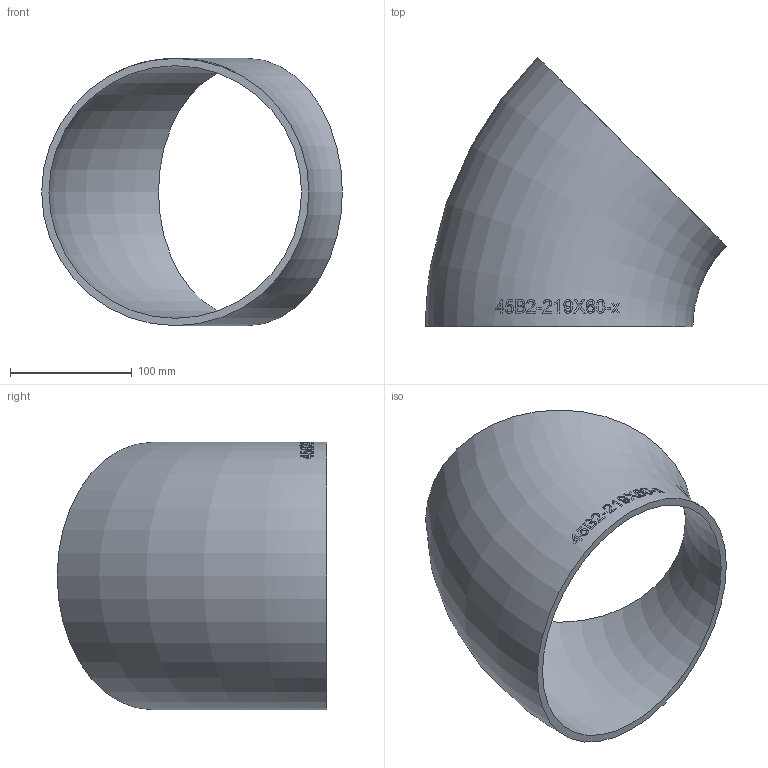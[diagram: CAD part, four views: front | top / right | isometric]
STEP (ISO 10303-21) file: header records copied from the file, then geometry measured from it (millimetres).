
FILE_DESCRIPTION (( 'STEP AP214' ), '1' );
FILE_NAME ('45B2-219X60-x Bogen 2005.STEP', '2020-05-06T10:00:10', ( '' ), ( '' ), 'SwSTEP 2.0', 'SolidWorks 2019', '' );
FILE_SCHEMA (( 'AUTOMOTIVE_DESIGN' ));
Length unit declared in the file: millimetre
Products named in the file (1): 45B2-219X60-x Bogen 2005
Bounding box: 246.47 x 221.01 x 219.1 mm (x, y, z)
Volume: 640416 mm3; surface area: 221531.1 mm2
Topology: 1 solids, 1 shells, 184 faces, 490 edges, 327 vertices
Faces by surface type: bspline 161, torus 21, plane 2
Entity records: 30682 total; most frequent: CARTESIAN_POINT 25590, ORIENTED_EDGE 974, EDGE_CURVE 487, B_SPLINE_CURVE_WITH_KNOTS 483, VERTEX_POINT 326, EDGE_LOOP 207, FACE_OUTER_BOUND 186, ADVANCED_FACE 184
